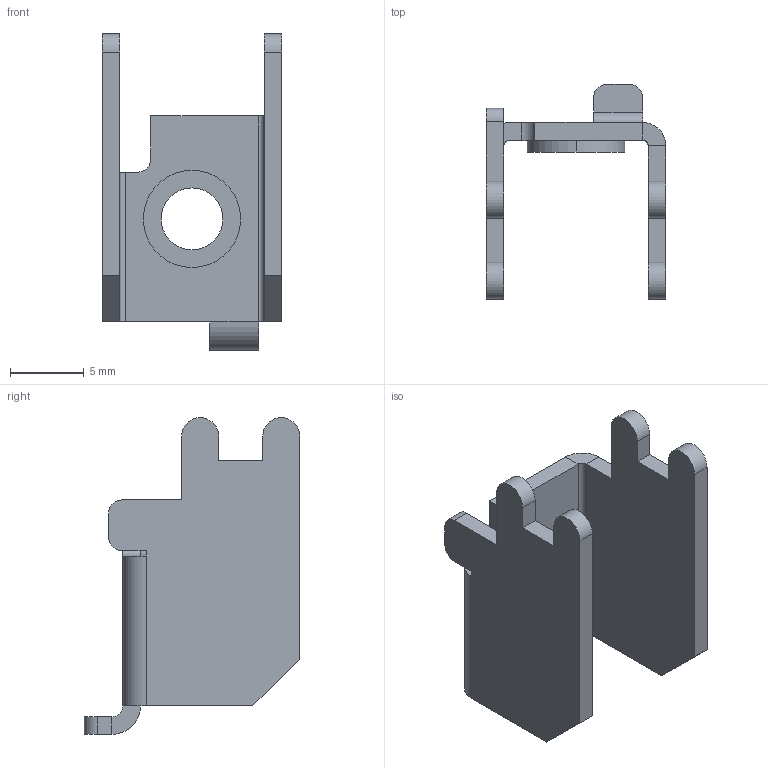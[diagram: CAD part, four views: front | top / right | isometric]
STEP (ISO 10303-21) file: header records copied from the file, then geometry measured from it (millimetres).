
FILE_DESCRIPTION (( 'STEP AP203' ), '1' );
FILE_NAME ('430-000837_Rev1.STEP', '2023-05-27T20:41:51', ( '' ), ( '' ), 'SwSTEP 2.0', 'SolidWorks 2022', '' );
FILE_SCHEMA (( 'CONFIG_CONTROL_DESIGN' ));
Length unit declared in the file: inch
Products named in the file (1): 430-000837_Rev1
Bounding box: 12.2 x 14.61 x 21.49 mm (x, y, z)
Volume: 632.7 mm3; surface area: 1235.2 mm2
Topology: 1 solids, 1 shells, 61 faces, 150 edges, 92 vertices
Faces by surface type: plane 40, cylinder 19, torus 2
Entity records: 1857 total; most frequent: DIRECTION 316, CARTESIAN_POINT 304, ORIENTED_EDGE 300, EDGE_CURVE 150, VECTOR 108, LINE 108, AXIS2_PLACEMENT_3D 104, VERTEX_POINT 92
